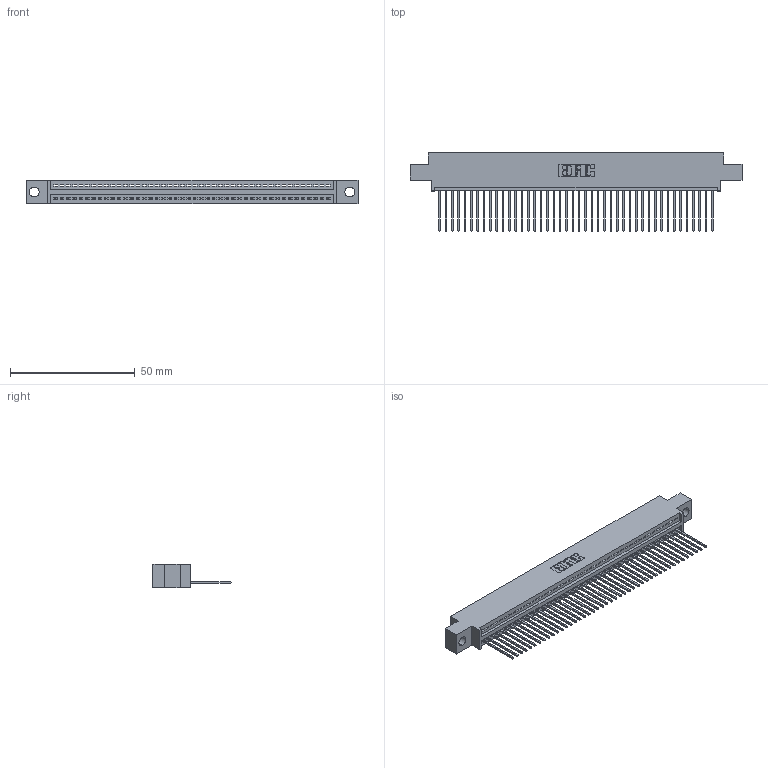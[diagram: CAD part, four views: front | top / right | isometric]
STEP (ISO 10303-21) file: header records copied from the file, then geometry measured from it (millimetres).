
FILE_DESCRIPTION (( 'STEP AP203' ), '1' );
FILE_NAME ('345-044-542-604.STEP', '2018-09-08T20:49:35', ( '' ), ( '' ), 'SwSTEP 2.0', 'SolidWorks 2016', '' );
FILE_SCHEMA (( 'CONFIG_CONTROL_DESIGN' ));
Length unit declared in the file: inch
Products named in the file (3): 345 Part_0.170 Offset - 0.156 Dia-TH; 345-292-001_345-293-142; 345-044-542-604
Assembly tree (45 placements, depth 2):
  345-044-542-604
    345 Part_0.170 Offset - 0.156 Dia-TH
    345-292-001_345-293-142  x44
Bounding box: 132.97 x 31.29 x 9.4 mm (x, y, z)
Volume: 12542.6 mm3; surface area: 17249.5 mm2
Topology: 45 solids, 45 shells, 2682 faces, 8097 edges, 5338 vertices
Faces by surface type: plane 1844, cylinder 838
Entity records: 32999 total; most frequent: CARTESIAN_POINT 5724, ORIENTED_EDGE 5702, DIRECTION 4995, EDGE_CURVE 2851, LINE 2543, VECTOR 2543, VERTEX_POINT 1898, AXIS2_PLACEMENT_3D 1226
